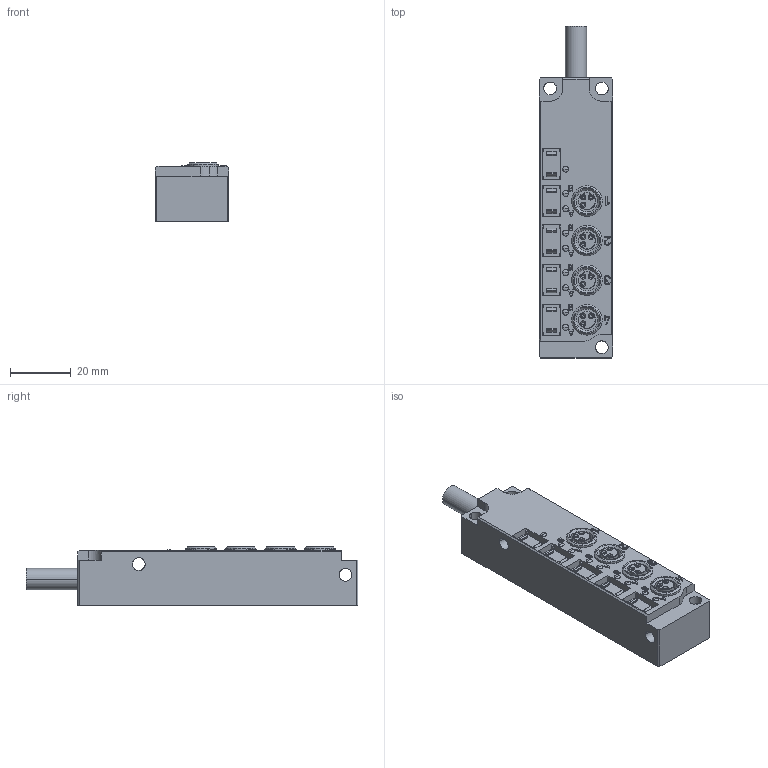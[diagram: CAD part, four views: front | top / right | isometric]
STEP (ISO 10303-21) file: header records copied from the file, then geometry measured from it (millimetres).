
FILE_DESCRIPTION(('CATIA V5 STEP Exchange','CAx-IF Rec.Pracs.--- Model Styling and Organization---1.4--- 2014-01-23'),'2;1');
FILE_NAME ('023045-3_2', '2023-06-06T07:59:47+00:00', ('none'), ('Weidmueller'), 'CATIA Version 5-6 Release 2016 SP3 HF44', 'CATIA V5 STEP AP214', 'none');
FILE_SCHEMA(('AUTOMOTIVE_DESIGN { 1 0 10303 214 1 1 1 1 }'));
Length unit declared in the file: millimetre
Products named in the file (1): 1828710000
Bounding box: 24 x 109 x 19.2 mm (x, y, z)
Volume: 37850.6 mm3; surface area: 12131.6 mm2
Topology: 41 solids, 43 shells, 932 faces, 2369 edges, 1582 vertices
Faces by surface type: plane 453, cylinder 170, bspline 143, cone 112, torus 36, sphere 18
Entity records: 30458 total; most frequent: CARTESIAN_POINT 10029, ORIENTED_EDGE 4730, DIRECTION 3012, EDGE_CURVE 2365, VERTEX_POINT 1582, AXIS2_PLACEMENT_3D 1151, VECTOR 1140, LINE 1140
